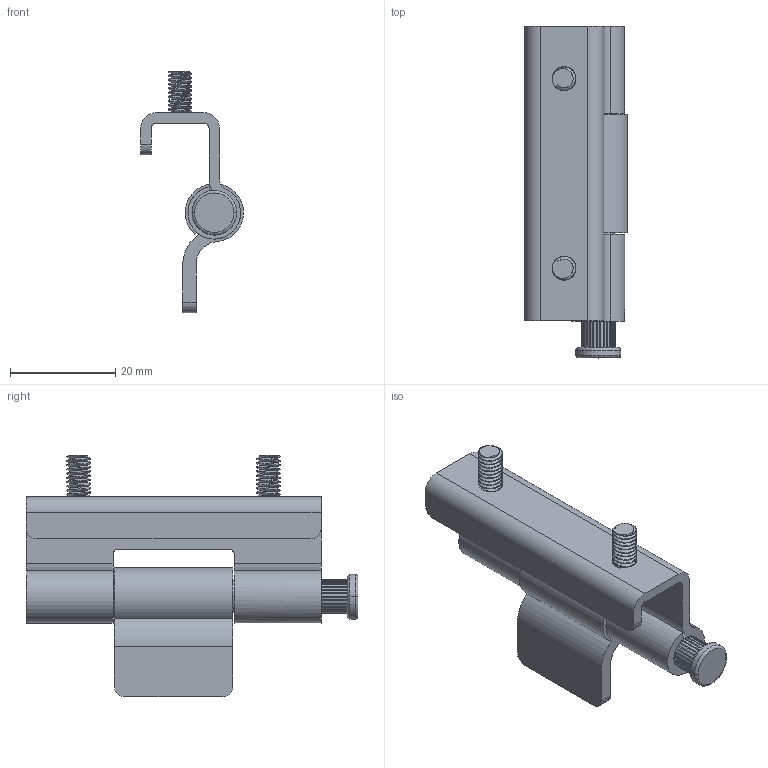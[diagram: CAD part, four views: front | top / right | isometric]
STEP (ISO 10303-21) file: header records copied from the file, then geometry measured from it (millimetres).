
FILE_DESCRIPTION(/* description */ (''),/* implementation_level */ '2;1');
FILE_NAME(/* name */ 'JL042-2',/* time_stamp */ '2025-07-05T09:41:20+08:00',/* author */ (''),/* organization */ (''),/* preprocessor_version */ 'ST-DEVELOPER v19.2',/* originating_system */ 'Rhino 8.5',/* authorisation */ '');
FILE_SCHEMA (('CONFIG_CONTROL_DESIGN'));
Length unit declared in the file: millimetre
Products named in the file (1): Document
Bounding box: 19.52 x 63 x 45.82 mm (x, y, z)
Volume: 9073.1 mm3; surface area: 9519.9 mm2
Topology: 5 solids, 5 shells, 205 faces, 559 edges, 370 vertices
Faces by surface type: cylinder 151, plane 39, bspline 15
Entity records: 27116 total; most frequent: CARTESIAN_POINT 22626, ORIENTED_EDGE 1118, DIRECTION 581, EDGE_CURVE 559, VERTEX_POINT 370, AXIS2_PLACEMENT_3D 370, EDGE_LOOP 215, TRIMMED_CURVE 209
